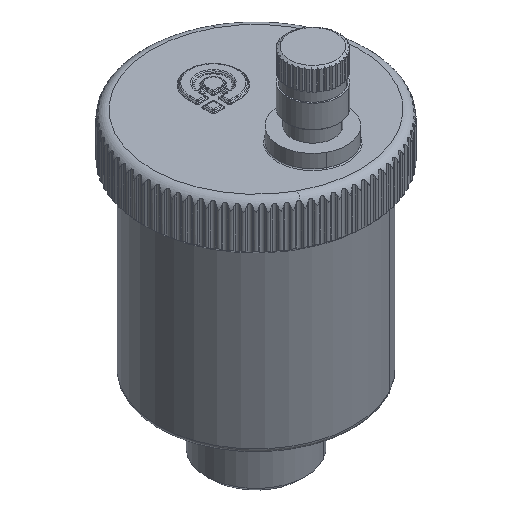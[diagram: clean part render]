
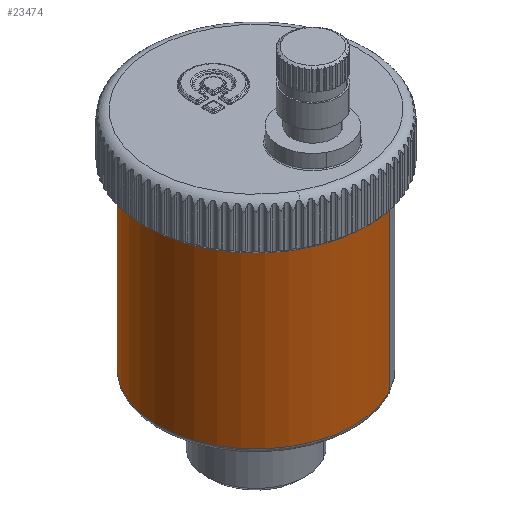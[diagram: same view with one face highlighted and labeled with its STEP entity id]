
A CAD part, isometric view. The second image highlights one B-rep face of the part: STEP entity #23474.
In plain terms, the highlighted cylindrical face has radius 20.75 mm (diameter 41.5 mm), a partial arc.
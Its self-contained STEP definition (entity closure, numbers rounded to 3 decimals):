
#23403=CARTESIAN_POINT('Vertex',(-9.948,18.21,-0.284)) ;
#23406=CARTESIAN_POINT('Axis2P3D Location',(0.,0.,-0.284)) ;
#23410=CARTESIAN_POINT('Vertex',(9.948,-18.21,-0.284)) ;
#23444=CARTESIAN_POINT('Axis2P3D Location',(0.,0.,-22.4)) ;
#23449=CARTESIAN_POINT('Line Origine',(-9.948,18.21,-18.592)) ;
#23453=CARTESIAN_POINT('Vertex',(-9.948,18.21,-36.9)) ;
#23456=CARTESIAN_POINT('Axis2P3D Location',(0.,0.,-36.9)) ;
#23460=CARTESIAN_POINT('Vertex',(9.948,-18.21,-36.9)) ;
#23463=CARTESIAN_POINT('Line Origine',(9.948,-18.21,-18.592)) ;
#23407=DIRECTION('Axis2P3D Direction',(0.,0.,1.)) ;
#23445=DIRECTION('Axis2P3D Direction',(0.,0.,1.)) ;
#23446=DIRECTION('Axis2P3D XDirection',(0.479,-0.878,0.)) ;
#23450=DIRECTION('Vector Direction',(0.,0.,1.)) ;
#23457=DIRECTION('Axis2P3D Direction',(0.,0.,1.)) ;
#23464=DIRECTION('Vector Direction',(0.,0.,1.)) ;
#23408=AXIS2_PLACEMENT_3D('Circle Axis2P3D',#23406,#23407,$) ;
#23447=AXIS2_PLACEMENT_3D('Cylinder Axis2P3D',#23444,#23445,#23446) ;
#23458=AXIS2_PLACEMENT_3D('Circle Axis2P3D',#23456,#23457,$) ;
#23469=ORIENTED_EDGE('',*,*,#23412,.F.) ;
#23470=ORIENTED_EDGE('',*,*,#23455,.T.) ;
#23471=ORIENTED_EDGE('',*,*,#23462,.T.) ;
#23472=ORIENTED_EDGE('',*,*,#23467,.F.) ;
#23451=VECTOR('Line Direction',#23450,1.) ;
#23465=VECTOR('Line Direction',#23464,1.) ;
#23474=ADVANCED_FACE('PartBody',(#23473),#23448,.T.) ;
#23409=CIRCLE('generated circle',#23408,20.75) ;
#23459=CIRCLE('generated circle',#23458,20.75) ;
#23448=CYLINDRICAL_SURFACE('generated cylinder',#23447,20.75) ;
#23412=EDGE_CURVE('',#23404,#23411,#23409,.T.) ;
#23455=EDGE_CURVE('',#23404,#23454,#23452,.F.) ;
#23462=EDGE_CURVE('',#23454,#23461,#23459,.T.) ;
#23467=EDGE_CURVE('',#23411,#23461,#23466,.F.) ;
#23468=EDGE_LOOP('',(#23469,#23470,#23471,#23472)) ;
#23473=FACE_OUTER_BOUND('',#23468,.T.) ;
#23452=LINE('Line',#23449,#23451) ;
#23466=LINE('Line',#23463,#23465) ;
#23404=VERTEX_POINT('',#23403) ;
#23411=VERTEX_POINT('',#23410) ;
#23454=VERTEX_POINT('',#23453) ;
#23461=VERTEX_POINT('',#23460) ;
